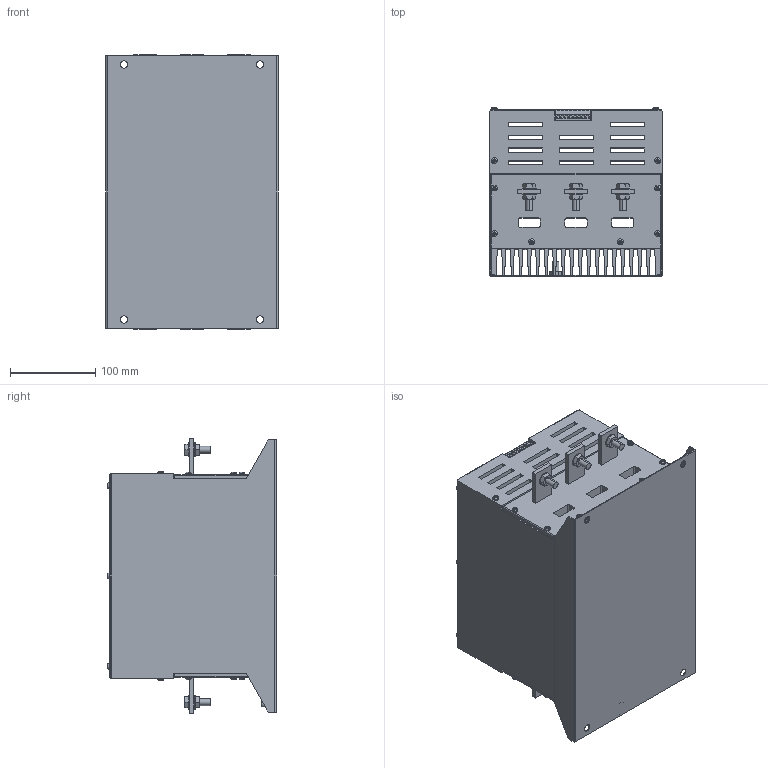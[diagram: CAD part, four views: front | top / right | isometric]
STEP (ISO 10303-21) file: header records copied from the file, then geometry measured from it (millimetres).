
FILE_DESCRIPTION (( 'STEP AP214' ), '1' );
FILE_NAME ('SR33-482.STEP', '2013-12-13T16:18:24', ( '' ), ( '' ), 'SwSTEP 2.0', 'SolidWorks 2013', '' );
FILE_SCHEMA (( 'AUTOMOTIVE_DESIGN' ));
Length unit declared in the file: millimetre
Products named in the file (1): SR33-482
Bounding box: 203 x 199.1 x 322.8 mm (x, y, z)
Volume: 7932193.9 mm3; surface area: 999240.9 mm2
Topology: 2 solids, 2 shells, 1114 faces, 2979 edges, 1956 vertices
Faces by surface type: plane 755, cone 162, cylinder 153, torus 44
Entity records: 47683 total; most frequent: CARTESIAN_POINT 8662, ORIENTED_EDGE 5958, DIRECTION 5397, EDGE_CURVE 2979, VERTEX_POINT 1956, AXIS2_PLACEMENT_3D 1875, LINE 1647, VECTOR 1647
